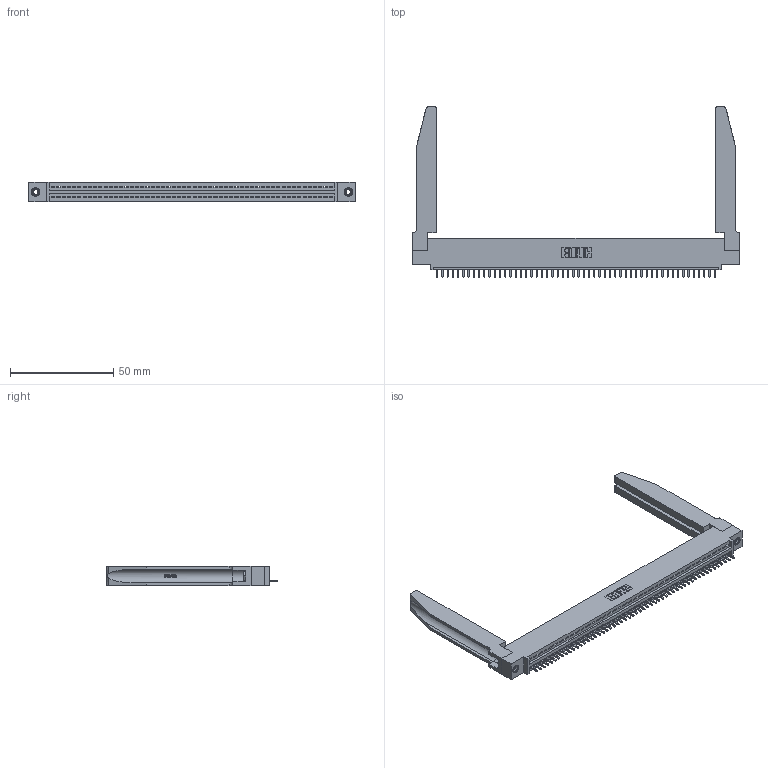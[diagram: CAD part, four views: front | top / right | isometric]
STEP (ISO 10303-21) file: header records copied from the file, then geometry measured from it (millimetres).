
FILE_DESCRIPTION (( 'STEP AP203' ), '1' );
FILE_NAME ('395-054-521-478.STEP', '2019-10-23T16:46:37', ( '' ), ( '' ), 'SwSTEP 2.0', 'SolidWorks 2016', '' );
FILE_SCHEMA (( 'CONFIG_CONTROL_DESIGN' ));
Length unit declared in the file: inch
Products named in the file (5): 345 Part_0.110 Offset - 0.156 Dia-TH; 345-292-001_345-293-121; 345-220-078_345-220-078; 395-054-521-478; 345-250-001_345-250-001-102
Assembly tree (59 placements, depth 2):
  395-054-521-478
    345 Part_0.110 Offset - 0.156 Dia-TH
    345-292-001_345-293-121  x54
    345-250-001_345-250-001-102  x2
    345-220-078_345-220-078  x2
Bounding box: 158.39 x 82.47 x 9.4 mm (x, y, z)
Volume: 22686.3 mm3; surface area: 26311.4 mm2
Topology: 59 solids, 59 shells, 3496 faces, 10465 edges, 6894 vertices
Faces by surface type: plane 2386, cylinder 1058, bspline 36, cone 12, torus 4
Entity records: 43916 total; most frequent: CARTESIAN_POINT 8505, ORIENTED_EDGE 7390, DIRECTION 6417, EDGE_CURVE 3695, LINE 3253, VECTOR 3253, VERTEX_POINT 2456, AXIS2_PLACEMENT_3D 1582
